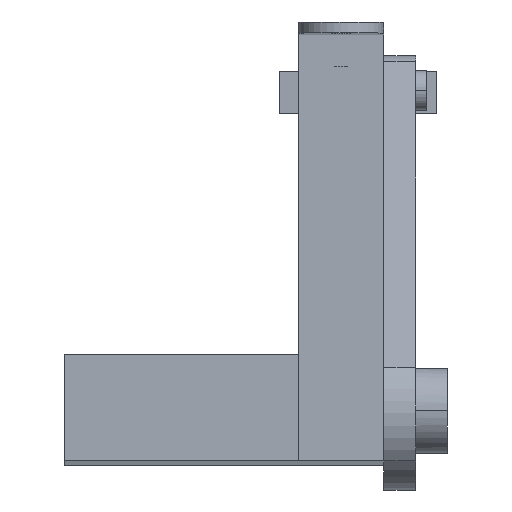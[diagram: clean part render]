
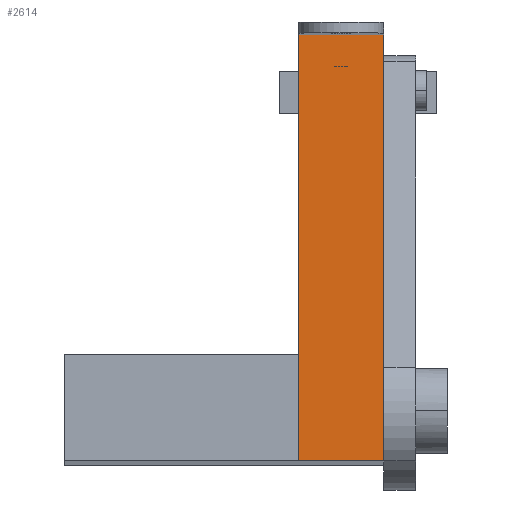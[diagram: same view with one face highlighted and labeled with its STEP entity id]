
A CAD part, left-side view. The second image highlights one B-rep face of the part: STEP entity #2614.
In plain terms, the highlighted face is planar.
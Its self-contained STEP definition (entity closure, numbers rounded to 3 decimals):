
#201 = ORIENTED_EDGE ( 'NONE', *, *, #346, .T. ) ;
#346 = EDGE_CURVE ( 'NONE', #2494, #3715, #1314, .T. ) ;
#414 = DIRECTION ( 'NONE',  ( -1., 0., 0. ) ) ;
#482 = VERTEX_POINT ( 'NONE', #605 ) ;
#605 = CARTESIAN_POINT ( 'NONE',  ( -105.946, -20., 10. ) ) ;
#743 = EDGE_CURVE ( 'NONE', #3715, #1142, #2307, .T. ) ;
#902 = CARTESIAN_POINT ( 'NONE',  ( 94.054, -20., 10. ) ) ;
#940 = CARTESIAN_POINT ( 'NONE',  ( -105.946, -20., 10. ) ) ;
#981 = VECTOR ( 'NONE', #2108, 1000. ) ;
#1025 = ORIENTED_EDGE ( 'NONE', *, *, #743, .T. ) ;
#1059 = ORIENTED_EDGE ( 'NONE', *, *, #1791, .T. ) ;
#1142 = VERTEX_POINT ( 'NONE', #1184 ) ;
#1184 = CARTESIAN_POINT ( 'NONE',  ( -105.946, 20., 10. ) ) ;
#1314 = LINE ( 'NONE', #3510, #2005 ) ;
#1493 = DIRECTION ( 'NONE',  ( 0., 1., 0. ) ) ;
#1707 = VECTOR ( 'NONE', #2150, 1000. ) ;
#1771 = VECTOR ( 'NONE', #3388, 1000. ) ;
#1791 = EDGE_CURVE ( 'NONE', #1142, #482, #2623, .T. ) ;
#1957 = FACE_OUTER_BOUND ( 'NONE', #2395, .T. ) ;
#1984 = ORIENTED_EDGE ( 'NONE', *, *, #3205, .T. ) ;
#2005 = VECTOR ( 'NONE', #1493, 1000. ) ;
#2108 = DIRECTION ( 'NONE',  ( 0., -1., 0. ) ) ;
#2115 = CARTESIAN_POINT ( 'NONE',  ( 94.054, -20., 10. ) ) ;
#2150 = DIRECTION ( 'NONE',  ( 1., 0., 0. ) ) ;
#2153 = DIRECTION ( 'NONE',  ( 0., 0., -1. ) ) ;
#2307 = LINE ( 'NONE', #2531, #1771 ) ;
#2381 = AXIS2_PLACEMENT_3D ( 'NONE', #2460, #2153, #414 ) ;
#2395 = EDGE_LOOP ( 'NONE', ( #1059, #1984, #201, #1025 ) ) ;
#2460 = CARTESIAN_POINT ( 'NONE',  ( 0., 0., 10. ) ) ;
#2494 = VERTEX_POINT ( 'NONE', #2115 ) ;
#2531 = CARTESIAN_POINT ( 'NONE',  ( -105.946, 20., 10. ) ) ;
#2614 = ADVANCED_FACE ( 'NONE', ( #1957 ), #3614, .F. ) ;
#2623 = LINE ( 'NONE', #940, #981 ) ;
#2764 = LINE ( 'NONE', #902, #1707 ) ;
#2789 = CARTESIAN_POINT ( 'NONE',  ( 94.054, 20., 10. ) ) ;
#3205 = EDGE_CURVE ( 'NONE', #482, #2494, #2764, .T. ) ;
#3388 = DIRECTION ( 'NONE',  ( -1., 0., 0. ) ) ;
#3510 = CARTESIAN_POINT ( 'NONE',  ( 94.054, 0., 10. ) ) ;
#3614 = PLANE ( 'NONE',  #2381 ) ;
#3715 = VERTEX_POINT ( 'NONE', #2789 ) ;
